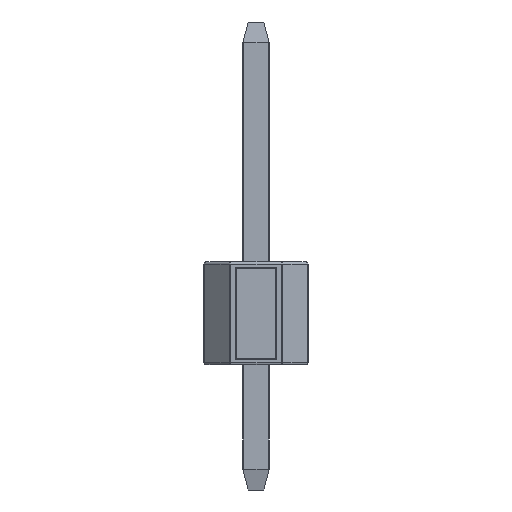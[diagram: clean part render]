
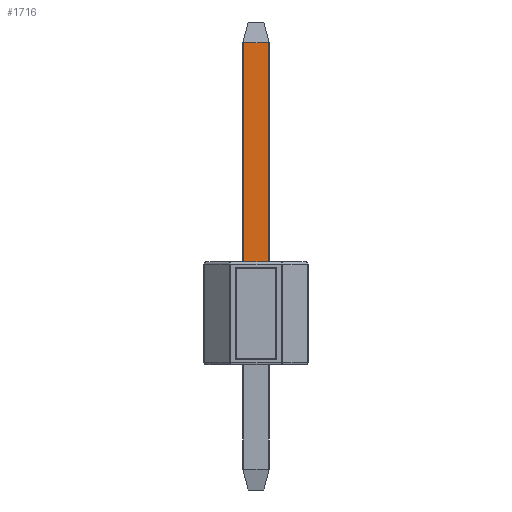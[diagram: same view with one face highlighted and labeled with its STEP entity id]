
A CAD part, left-side view. The second image highlights one B-rep face of the part: STEP entity #1716.
In plain terms, the highlighted planar face has unit normal (-1, 0, 0).
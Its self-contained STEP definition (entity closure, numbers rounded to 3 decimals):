
#367=FACE_OUTER_BOUND('',#461,.T.);
#461=EDGE_LOOP('',(#1406,#1407,#1408,#1409));
#570=LINE('',#2829,#710);
#593=LINE('',#2877,#733);
#594=LINE('',#2879,#734);
#595=LINE('',#2880,#735);
#710=VECTOR('',#2315,10.);
#733=VECTOR('',#2366,10.);
#734=VECTOR('',#2367,10.);
#735=VECTOR('',#2368,10.);
#774=VERTEX_POINT('',#2570);
#777=VERTEX_POINT('',#2577);
#856=VERTEX_POINT('',#2876);
#857=VERTEX_POINT('',#2878);
#1026=EDGE_CURVE('',#777,#774,#570,.T.);
#1049=EDGE_CURVE('',#856,#774,#593,.T.);
#1050=EDGE_CURVE('',#857,#856,#594,.T.);
#1051=EDGE_CURVE('',#777,#857,#595,.T.);
#1406=ORIENTED_EDGE('',*,*,#1026,.T.);
#1407=ORIENTED_EDGE('',*,*,#1049,.F.);
#1408=ORIENTED_EDGE('',*,*,#1050,.F.);
#1409=ORIENTED_EDGE('',*,*,#1051,.F.);
#1539=PLANE('',#1916);
#1716=ADVANCED_FACE('',(#367),#1539,.T.);
#1916=AXIS2_PLACEMENT_3D('',#2875,#2364,#2365);
#2315=DIRECTION('',(0.,-1.,0.));
#2364=DIRECTION('center_axis',(-1.,0.,0.));
#2365=DIRECTION('ref_axis',(0.,0.,1.));
#2366=DIRECTION('',(0.,0.,-1.));
#2367=DIRECTION('',(0.,-1.,0.));
#2368=DIRECTION('',(0.,0.,1.));
#2570=CARTESIAN_POINT('',(-0.32,-0.297,2.5));
#2577=CARTESIAN_POINT('',(-0.32,0.292,2.5));
#2829=CARTESIAN_POINT('',(-0.32,-0.003,2.5));
#2875=CARTESIAN_POINT('Origin',(-0.32,-0.003,2.645));
#2876=CARTESIAN_POINT('',(-0.32,-0.297,7.832));
#2877=CARTESIAN_POINT('',(-0.32,-0.297,5.493));
#2878=CARTESIAN_POINT('',(-0.32,0.292,7.832));
#2879=CARTESIAN_POINT('',(-0.32,0.158,7.832));
#2880=CARTESIAN_POINT('',(-0.32,0.292,-0.202));
